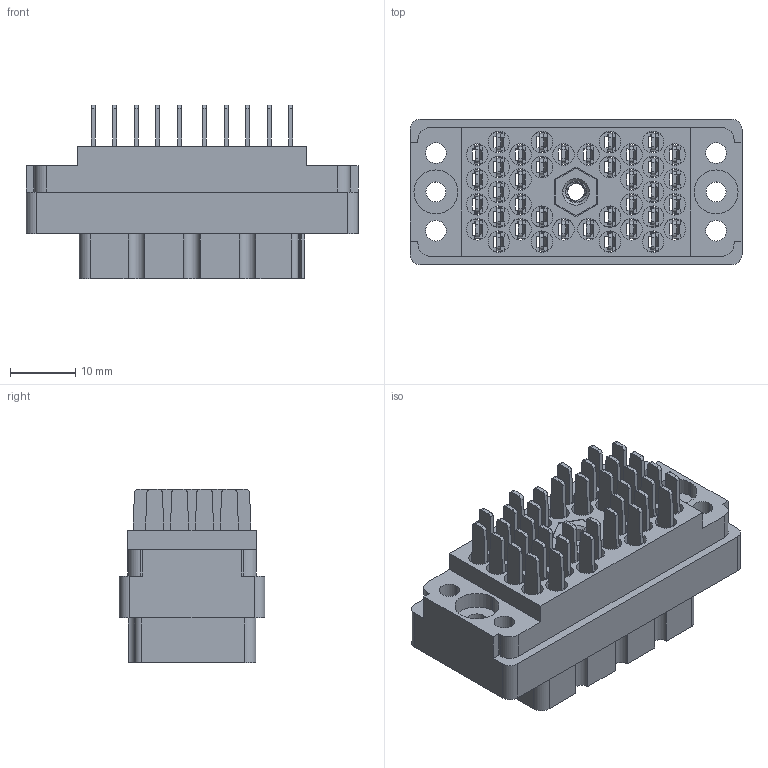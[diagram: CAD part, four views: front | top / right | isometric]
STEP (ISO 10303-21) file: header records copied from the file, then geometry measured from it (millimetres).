
FILE_DESCRIPTION (( 'STEP AP203' ), '1' );
FILE_NAME ('516-038-501-606.STEP', '2020-09-08T15:35:24', ( '' ), ( '' ), 'SwSTEP 2.0', 'SolidWorks 2020', '' );
FILE_SCHEMA (( 'CONFIG_CONTROL_DESIGN' ));
Length unit declared in the file: inch
Products named in the file (4): 516-292-001_501 Contact; 516-038-501-606; 516-252-035-100_516-252-035-100; 516 Part Receptacle_038
Assembly tree (41 placements, depth 2):
  516-038-501-606
    516 Part Receptacle_038
    516-292-001_501 Contact  x39
    516-252-035-100_516-252-035-100
Bounding box: 50.8 x 22.25 x 26.49 mm (x, y, z)
Volume: 12311.8 mm3; surface area: 22137 mm2
Topology: 41 solids, 41 shells, 3778 faces, 10946 edges, 7268 vertices
Faces by surface type: plane 2247, cylinder 1279, bspline 240, cone 12
Entity records: 38830 total; most frequent: CARTESIAN_POINT 8883, ORIENTED_EDGE 6084, DIRECTION 5897, EDGE_CURVE 3042, VECTOR 2167, LINE 2167, VERTEX_POINT 2024, AXIS2_PLACEMENT_3D 1865
